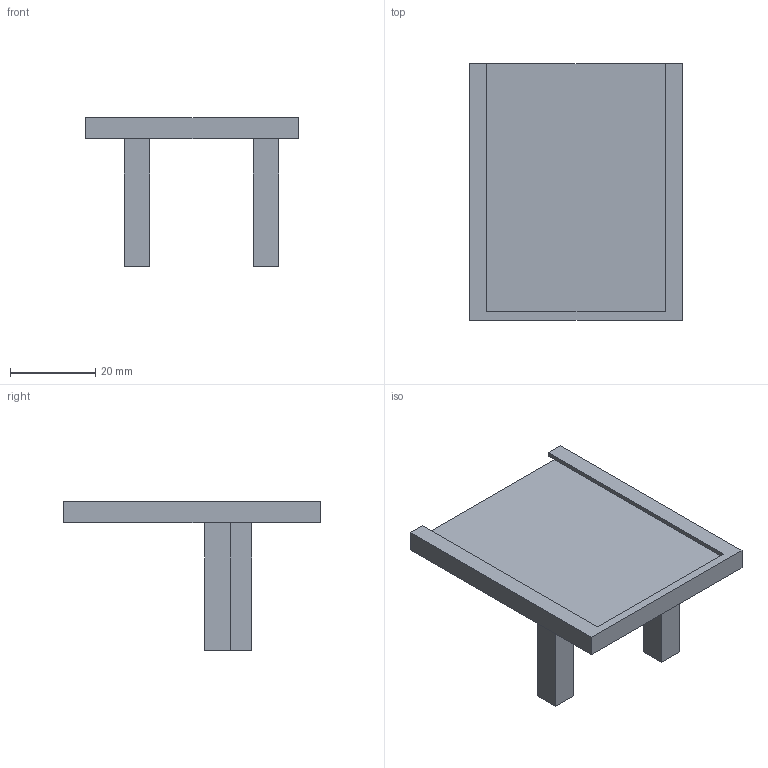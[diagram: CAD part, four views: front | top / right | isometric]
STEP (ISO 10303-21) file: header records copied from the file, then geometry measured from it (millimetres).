
FILE_DESCRIPTION(/* description */ (''),/* implementation_level */ '2;1');
FILE_NAME(/* name */ 'Крышка V2.stp',/* time_stamp */ '2025-02-10T21:07:10+03:00',/* author */ ('s3dok'),/* organization */ (''),/* preprocessor_version */ 'ST-DEVELOPER v18.1',/* originating_system */ 'Autodesk Inventor 2022',/* authorisation */ '');
FILE_SCHEMA (('AUTOMOTIVE_DESIGN { 1 0 10303 214 3 1 1 }'));
Length unit declared in the file: millimetre
Products named in the file (1): Крышка V2
Bounding box: 50 x 60.4 x 35 mm (x, y, z)
Volume: 8804.5 mm3; surface area: 10181.8 mm2
Topology: 1 solids, 1 shells, 28 faces, 66 edges, 44 vertices
Faces by surface type: plane 26, cylinder 2
Full cylindrical faces by diameter (mm): 2.9 x2
Entity records: 835 total; most frequent: CARTESIAN_POINT 139, ORIENTED_EDGE 132, DIRECTION 128, EDGE_CURVE 66, LINE 62, VECTOR 62, VERTEX_POINT 44, AXIS2_PLACEMENT_3D 33
